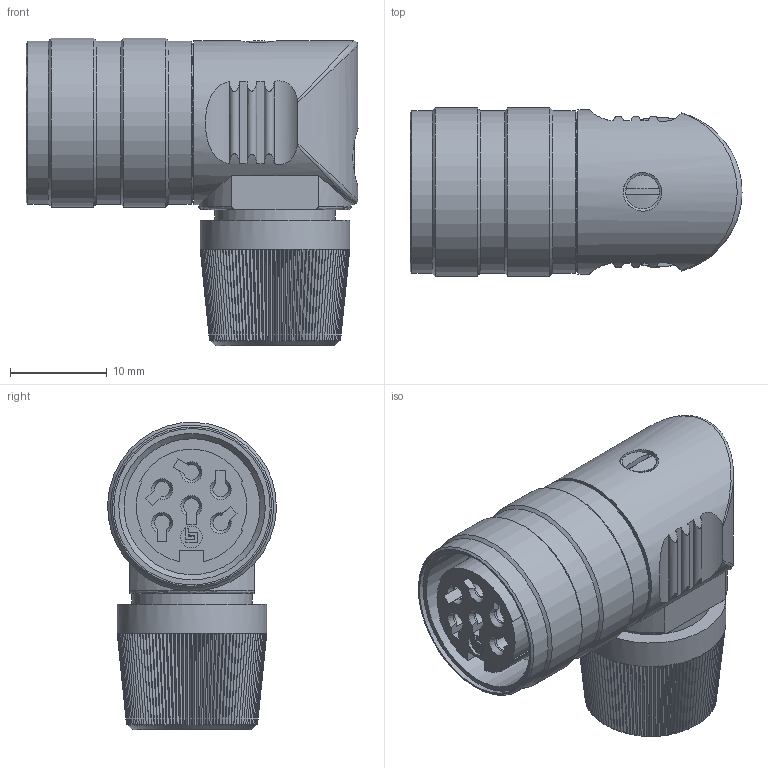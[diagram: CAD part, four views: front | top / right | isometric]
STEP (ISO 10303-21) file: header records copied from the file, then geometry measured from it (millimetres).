
FILE_DESCRIPTION(/* description */ (''),/* implementation_level */ '2;1');
FILE_NAME(/* name */ '09_0144_70_06_001_00.stp',/* time_stamp */ '2014-03-19T15:44:44+01:00',/* author */ (''),/* organization */ (''),/* preprocessor_version */ 'ST-DEVELOPER v14',/* originating_system */ 'SIEMENS PLM Software NX 8.0',/* authorisation */ '');
FILE_SCHEMA (('AUTOMOTIVE_DESIGN { 1 0 10303 214 3 1 1 1 }'));
Length unit declared in the file: millimetre
Products named in the file (1): sach17843F94oawv
Bounding box: 34.4 x 17.48 x 31.84 mm (x, y, z)
Volume: 9186.6 mm3; surface area: 4380.1 mm2
Topology: 1 solids, 3 shells, 633 faces, 1568 edges, 964 vertices
Faces by surface type: plane 439, cone 134, cylinder 52, torus 4, bspline 2, sphere 2
Full cylindrical faces by diameter (mm): 2.25 x1, 4 x1, 6 x2, 12.5 x1, 15.188 x1, 15.5 x1, 15.7 x1, 16.2 x1, 16.9 x3, 17 x1, 17.5 x2
Entity records: 19362 total; most frequent: CARTESIAN_POINT 5355, ORIENTED_EDGE 3064, DIRECTION 2602, EDGE_CURVE 1532, VERTEX_POINT 956, AXIS2_PLACEMENT_3D 953, LINE 696, VECTOR 696
